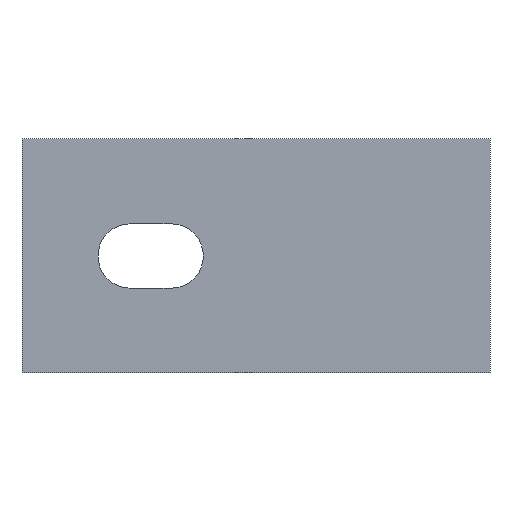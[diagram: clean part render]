
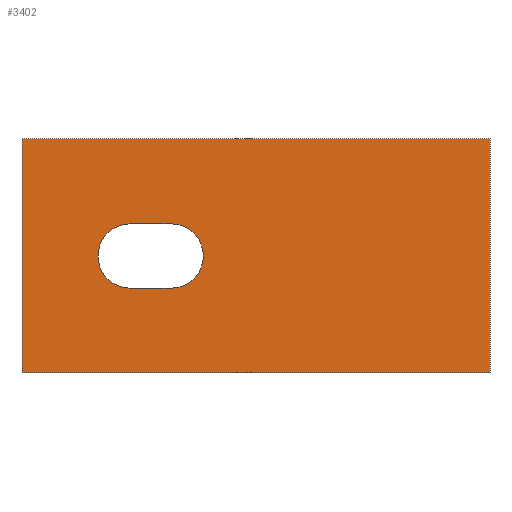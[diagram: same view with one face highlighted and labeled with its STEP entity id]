
A CAD part, left-side view. The second image highlights one B-rep face of the part: STEP entity #3402.
In plain terms, the highlighted face is planar.
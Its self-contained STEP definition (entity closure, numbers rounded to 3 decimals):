
#17 = FACE_BOUND ( 'NONE', #889, .T. ) ;
#40 = CIRCLE ( 'NONE', #2608, 5.5 ) ;
#74 = EDGE_CURVE ( 'NONE', #1061, #3012, #613, .T. ) ;
#122 = VECTOR ( 'NONE', #1586, 1000. ) ;
#199 = VERTEX_POINT ( 'NONE', #2115 ) ;
#210 = AXIS2_PLACEMENT_3D ( 'NONE', #853, #783, #3064 ) ;
#413 = CARTESIAN_POINT ( 'NONE',  ( -5.5, 61.5, 0. ) ) ;
#594 = LINE ( 'NONE', #2816, #2972 ) ;
#613 = LINE ( 'NONE', #2544, #1397 ) ;
#615 = EDGE_CURVE ( 'NONE', #2365, #1529, #40, .T. ) ;
#630 = EDGE_CURVE ( 'NONE', #1529, #1467, #2705, .T. ) ;
#697 = CARTESIAN_POINT ( 'NONE',  ( -20., 0., 0. ) ) ;
#783 = DIRECTION ( 'NONE',  ( 0., 0., -1. ) ) ;
#805 = LINE ( 'NONE', #1991, #861 ) ;
#834 = LINE ( 'NONE', #2867, #2125 ) ;
#853 = CARTESIAN_POINT ( 'NONE',  ( -20., 80., 0. ) ) ;
#861 = VECTOR ( 'NONE', #3100, 1000. ) ;
#889 = EDGE_LOOP ( 'NONE', ( #3251, #2303, #2894, #1297 ) ) ;
#1061 = VERTEX_POINT ( 'NONE', #697 ) ;
#1082 = DIRECTION ( 'NONE',  ( 1., 0., 0. ) ) ;
#1225 = ORIENTED_EDGE ( 'NONE', *, *, #3527, .T. ) ;
#1227 = CARTESIAN_POINT ( 'NONE',  ( 5.5, 61.5, 0. ) ) ;
#1297 = ORIENTED_EDGE ( 'NONE', *, *, #615, .F. ) ;
#1304 = EDGE_CURVE ( 'NONE', #3173, #2365, #805, .T. ) ;
#1312 = EDGE_CURVE ( 'NONE', #2021, #1061, #594, .T. ) ;
#1321 = CARTESIAN_POINT ( 'NONE',  ( 20., 0., 0. ) ) ;
#1334 = CARTESIAN_POINT ( 'NONE',  ( -20., 80., 0. ) ) ;
#1343 = EDGE_CURVE ( 'NONE', #1467, #3173, #2614, .T. ) ;
#1397 = VECTOR ( 'NONE', #1082, 1000. ) ;
#1467 = VERTEX_POINT ( 'NONE', #3116 ) ;
#1529 = VERTEX_POINT ( 'NONE', #413 ) ;
#1586 = DIRECTION ( 'NONE',  ( -1., 0., 0. ) ) ;
#1991 = CARTESIAN_POINT ( 'NONE',  ( 5.5, 54.5, 0. ) ) ;
#2021 = VERTEX_POINT ( 'NONE', #2468 ) ;
#2115 = CARTESIAN_POINT ( 'NONE',  ( 20., 80., 0. ) ) ;
#2125 = VECTOR ( 'NONE', #2518, 1000. ) ;
#2144 = CARTESIAN_POINT ( 'NONE',  ( 0., 61.5, 0. ) ) ;
#2164 = DIRECTION ( 'NONE',  ( 0., 0., 1. ) ) ;
#2190 = LINE ( 'NONE', #1334, #122 ) ;
#2193 = FACE_OUTER_BOUND ( 'NONE', #2970, .T. ) ;
#2285 = CARTESIAN_POINT ( 'NONE',  ( 0., 54.5, 0. ) ) ;
#2303 = ORIENTED_EDGE ( 'NONE', *, *, #1343, .F. ) ;
#2365 = VERTEX_POINT ( 'NONE', #1227 ) ;
#2405 = DIRECTION ( 'NONE',  ( 1., 0., 0. ) ) ;
#2422 = CARTESIAN_POINT ( 'NONE',  ( -5.5, 54.5, 0. ) ) ;
#2468 = CARTESIAN_POINT ( 'NONE',  ( -20., 80., 0. ) ) ;
#2518 = DIRECTION ( 'NONE',  ( 0., 1., 0. ) ) ;
#2544 = CARTESIAN_POINT ( 'NONE',  ( -20., 0., 0. ) ) ;
#2608 = AXIS2_PLACEMENT_3D ( 'NONE', #2144, #2164, #2405 ) ;
#2614 = CIRCLE ( 'NONE', #3492, 5.5 ) ;
#2705 = LINE ( 'NONE', #2422, #2907 ) ;
#2756 = PLANE ( 'NONE',  #210 ) ;
#2816 = CARTESIAN_POINT ( 'NONE',  ( -20., 0., 0. ) ) ;
#2848 = ORIENTED_EDGE ( 'NONE', *, *, #74, .T. ) ;
#2867 = CARTESIAN_POINT ( 'NONE',  ( 20., 0., 0. ) ) ;
#2888 = ORIENTED_EDGE ( 'NONE', *, *, #3578, .T. ) ;
#2889 = CARTESIAN_POINT ( 'NONE',  ( 5.5, 54.5, 0. ) ) ;
#2894 = ORIENTED_EDGE ( 'NONE', *, *, #630, .F. ) ;
#2907 = VECTOR ( 'NONE', #3507, 1000. ) ;
#2970 = EDGE_LOOP ( 'NONE', ( #3392, #2848, #2888, #1225 ) ) ;
#2972 = VECTOR ( 'NONE', #3326, 1000. ) ;
#3012 = VERTEX_POINT ( 'NONE', #1321 ) ;
#3022 = DIRECTION ( 'NONE',  ( 0., 0., 1. ) ) ;
#3052 = DIRECTION ( 'NONE',  ( 1., 0., 0. ) ) ;
#3064 = DIRECTION ( 'NONE',  ( -1., 0., 0. ) ) ;
#3100 = DIRECTION ( 'NONE',  ( 0., 1., 0. ) ) ;
#3116 = CARTESIAN_POINT ( 'NONE',  ( -5.5, 54.5, 0. ) ) ;
#3173 = VERTEX_POINT ( 'NONE', #2889 ) ;
#3251 = ORIENTED_EDGE ( 'NONE', *, *, #1304, .F. ) ;
#3326 = DIRECTION ( 'NONE',  ( 0., -1., 0. ) ) ;
#3392 = ORIENTED_EDGE ( 'NONE', *, *, #1312, .T. ) ;
#3402 = ADVANCED_FACE ( 'NONE', ( #17, #2193 ), #2756, .F. ) ;
#3492 = AXIS2_PLACEMENT_3D ( 'NONE', #2285, #3022, #3052 ) ;
#3507 = DIRECTION ( 'NONE',  ( 0., -1., 0. ) ) ;
#3527 = EDGE_CURVE ( 'NONE', #199, #2021, #2190, .T. ) ;
#3578 = EDGE_CURVE ( 'NONE', #3012, #199, #834, .T. ) ;
